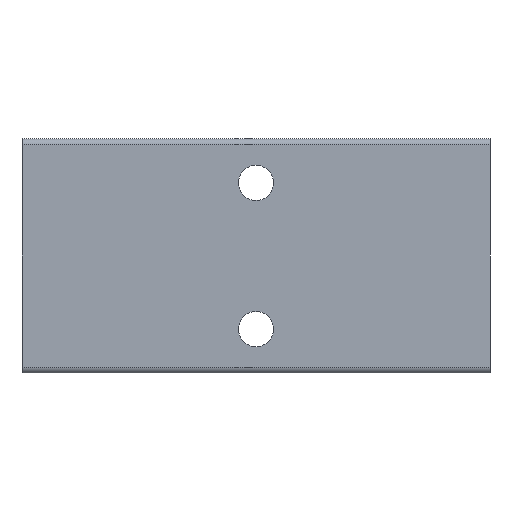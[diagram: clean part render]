
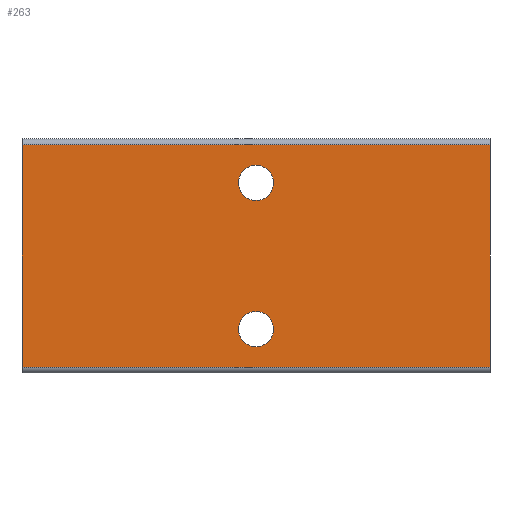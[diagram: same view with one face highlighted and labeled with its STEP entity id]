
A CAD part, left-side view. The second image highlights one B-rep face of the part: STEP entity #263.
In plain terms, the highlighted planar face has unit normal (-1, 0, 0).
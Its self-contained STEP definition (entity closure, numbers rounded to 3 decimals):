
#263=ADVANCED_FACE('',(#443,#445,#447),#449,.T.);
#443=FACE_BOUND('',#444,.T.);
#444=EDGE_LOOP('',(#670,#671,#672,#673));
#445=FACE_BOUND('',#446,.T.);
#446=EDGE_LOOP('',(#674));
#447=FACE_BOUND('',#448,.T.);
#448=EDGE_LOOP('',(#675));
#449=PLANE('',#450);
#450=AXIS2_PLACEMENT_3D('',#451,#452,#453);
#451=CARTESIAN_POINT('',(-20.,-80.,-38.05));
#452=DIRECTION('',(-1.,0.,0.));
#453=DIRECTION('',(0.,0.,1.));
#670=ORIENTED_EDGE('',*,*,#812,.T.);
#671=ORIENTED_EDGE('',*,*,#813,.T.);
#672=ORIENTED_EDGE('',*,*,#814,.F.);
#673=ORIENTED_EDGE('',*,*,#815,.F.);
#674=ORIENTED_EDGE('',*,*,#805,.T.);
#675=ORIENTED_EDGE('',*,*,#807,.T.);
#805=EDGE_CURVE('',#918,#918,#919,.F.);
#807=EDGE_CURVE('',#922,#922,#923,.F.);
#812=EDGE_CURVE('',#932,#933,#934,.T.);
#813=EDGE_CURVE('',#933,#935,#936,.T.);
#814=EDGE_CURVE('',#937,#935,#938,.T.);
#815=EDGE_CURVE('',#932,#937,#939,.T.);
#918=VERTEX_POINT('',#1153);
#919=CIRCLE('',#1154,6.);
#922=VERTEX_POINT('',#1163);
#923=CIRCLE('',#1164,6.);
#932=VERTEX_POINT('',#1184);
#933=VERTEX_POINT('',#1185);
#934=LINE('',#1186,#1187);
#935=VERTEX_POINT('',#1189);
#936=LINE('',#1190,#1191);
#937=VERTEX_POINT('',#1193);
#938=LINE('',#1194,#1195);
#939=LINE('',#1197,#1198);
#1153=CARTESIAN_POINT('',(-20.,-6.,25.));
#1154=AXIS2_PLACEMENT_3D('',#1155,#1156,#1157);
#1155=CARTESIAN_POINT('',(-20.,0.,25.));
#1156=DIRECTION('',(-1.,0.,0.));
#1157=DIRECTION('',(0.,-1.,0.));
#1163=CARTESIAN_POINT('',(-20.,-6.,-25.));
#1164=AXIS2_PLACEMENT_3D('',#1165,#1166,#1167);
#1165=CARTESIAN_POINT('',(-20.,0.,-25.));
#1166=DIRECTION('',(-1.,0.,0.));
#1167=DIRECTION('',(0.,-1.,0.));
#1184=CARTESIAN_POINT('',(-20.,-80.,-38.05));
#1185=CARTESIAN_POINT('',(-20.,-80.,38.05));
#1186=CARTESIAN_POINT('',(-20.,-80.,-38.05));
#1187=VECTOR('',#1188,1.);
#1188=DIRECTION('',(0.,0.,1.));
#1189=CARTESIAN_POINT('',(-20.,80.,38.05));
#1190=CARTESIAN_POINT('',(-20.,-80.,38.05));
#1191=VECTOR('',#1192,1.);
#1192=DIRECTION('',(0.,1.,0.));
#1193=CARTESIAN_POINT('',(-20.,80.,-38.05));
#1194=CARTESIAN_POINT('',(-20.,80.,-38.05));
#1195=VECTOR('',#1196,1.);
#1196=DIRECTION('',(0.,0.,1.));
#1197=CARTESIAN_POINT('',(-20.,-80.,-38.05));
#1198=VECTOR('',#1199,1.);
#1199=DIRECTION('',(0.,1.,0.));
